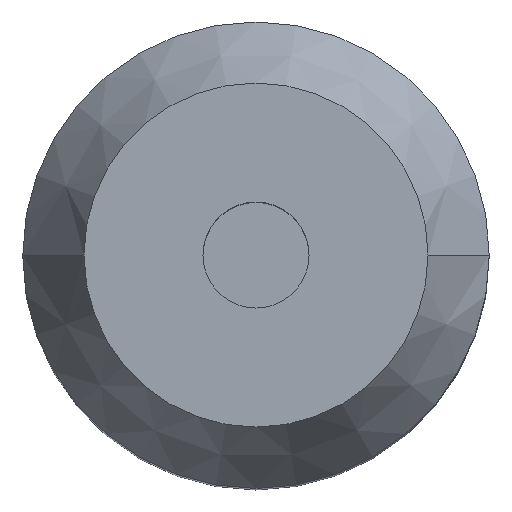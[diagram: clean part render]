
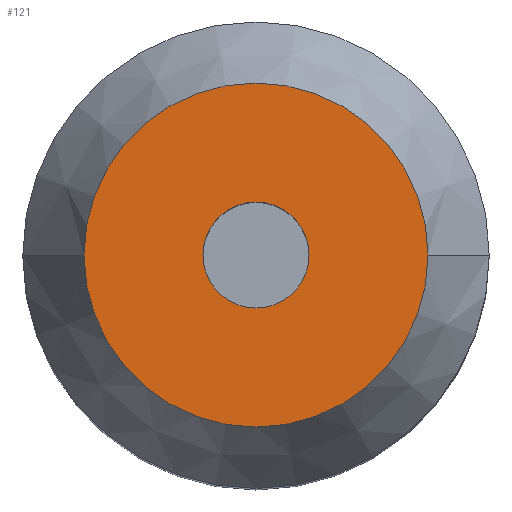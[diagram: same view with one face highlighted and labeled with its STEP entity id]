
A CAD part, top view. The second image highlights one B-rep face of the part: STEP entity #121.
In plain terms, the highlighted planar face has unit normal (0, 0, 1).
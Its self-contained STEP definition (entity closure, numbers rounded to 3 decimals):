
#5 = AXIS2_PLACEMENT_3D ( 'NONE', #78, #247, #302 ) ;
#12 = EDGE_CURVE ( 'NONE', #189, #43, #251, .T. ) ;
#19 = EDGE_LOOP ( 'NONE', ( #118, #282 ) ) ;
#43 = VERTEX_POINT ( 'NONE', #271 ) ;
#60 = CARTESIAN_POINT ( 'NONE',  ( 0., 0., 49. ) ) ;
#76 = DIRECTION ( 'NONE',  ( 0., 0., 1. ) ) ;
#78 = CARTESIAN_POINT ( 'NONE',  ( 0., 0., 49. ) ) ;
#86 = VERTEX_POINT ( 'NONE', #153 ) ;
#91 = PLANE ( 'NONE',  #202 ) ;
#97 = DIRECTION ( 'NONE',  ( -1., 0., 0. ) ) ;
#100 = CIRCLE ( 'NONE', #311, 8.113 ) ;
#118 = ORIENTED_EDGE ( 'NONE', *, *, #141, .F. ) ;
#119 = CARTESIAN_POINT ( 'NONE',  ( -8.113, 0., 49. ) ) ;
#121 = ADVANCED_FACE ( 'NONE', ( #203, #231 ), #91, .F. ) ;
#122 = CARTESIAN_POINT ( 'NONE',  ( 0., 0., 49. ) ) ;
#125 = AXIS2_PLACEMENT_3D ( 'NONE', #161, #76, #197 ) ;
#127 = VERTEX_POINT ( 'NONE', #119 ) ;
#141 = EDGE_CURVE ( 'NONE', #43, #189, #341, .T. ) ;
#153 = CARTESIAN_POINT ( 'NONE',  ( 8.113, 0., 49. ) ) ;
#161 = CARTESIAN_POINT ( 'NONE',  ( 0., 0., 49. ) ) ;
#178 = DIRECTION ( 'NONE',  ( 0., 0., 1. ) ) ;
#189 = VERTEX_POINT ( 'NONE', #339 ) ;
#197 = DIRECTION ( 'NONE',  ( 1., 0., 0. ) ) ;
#202 = AXIS2_PLACEMENT_3D ( 'NONE', #260, #352, #97 ) ;
#203 = FACE_BOUND ( 'NONE', #19, .T. ) ;
#208 = ORIENTED_EDGE ( 'NONE', *, *, #246, .T. ) ;
#215 = CIRCLE ( 'NONE', #290, 8.113 ) ;
#228 = DIRECTION ( 'NONE',  ( 1., 0., 0. ) ) ;
#231 = FACE_OUTER_BOUND ( 'NONE', #355, .T. ) ;
#246 = EDGE_CURVE ( 'NONE', #127, #86, #215, .T. ) ;
#247 = DIRECTION ( 'NONE',  ( 0., 0., 1. ) ) ;
#250 = EDGE_CURVE ( 'NONE', #86, #127, #100, .T. ) ;
#251 = CIRCLE ( 'NONE', #125, 2.5 ) ;
#260 = CARTESIAN_POINT ( 'NONE',  ( 8.113, 0., 49. ) ) ;
#271 = CARTESIAN_POINT ( 'NONE',  ( 2.5, 0., 49. ) ) ;
#282 = ORIENTED_EDGE ( 'NONE', *, *, #12, .F. ) ;
#284 = DIRECTION ( 'NONE',  ( 0., 0., 1. ) ) ;
#288 = DIRECTION ( 'NONE',  ( 1., 0., 0. ) ) ;
#290 = AXIS2_PLACEMENT_3D ( 'NONE', #122, #284, #228 ) ;
#302 = DIRECTION ( 'NONE',  ( 1., 0., 0. ) ) ;
#311 = AXIS2_PLACEMENT_3D ( 'NONE', #60, #178, #288 ) ;
#322 = ORIENTED_EDGE ( 'NONE', *, *, #250, .T. ) ;
#339 = CARTESIAN_POINT ( 'NONE',  ( -2.5, 0., 49. ) ) ;
#341 = CIRCLE ( 'NONE', #5, 2.5 ) ;
#352 = DIRECTION ( 'NONE',  ( 0., 0., -1. ) ) ;
#355 = EDGE_LOOP ( 'NONE', ( #208, #322 ) ) ;
